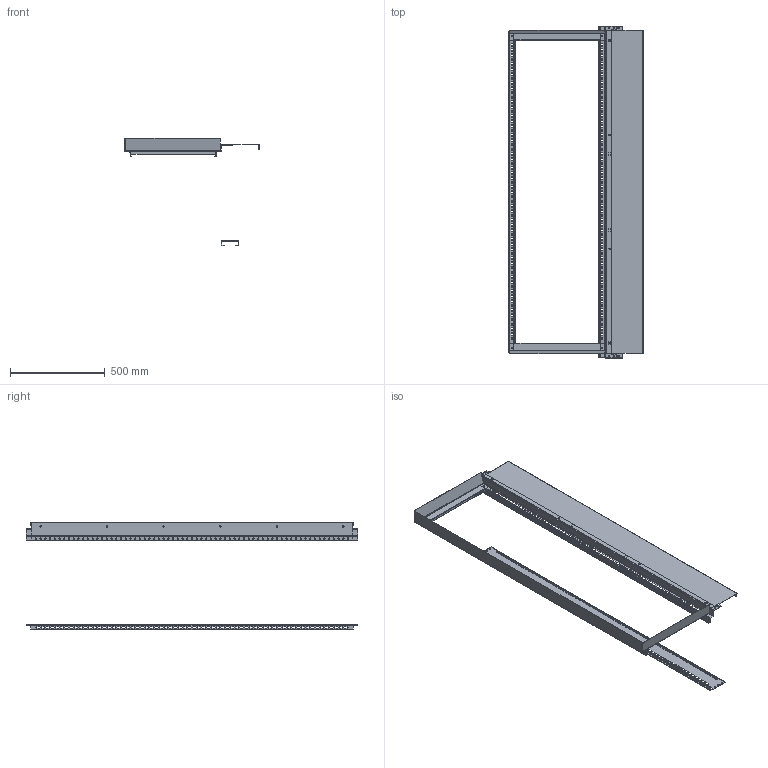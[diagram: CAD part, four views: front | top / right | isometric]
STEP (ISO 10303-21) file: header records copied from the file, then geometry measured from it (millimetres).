
FILE_DESCRIPTION((''),'2;1');
FILE_NAME('BTM18080_E200.stp','2016-11-04T15:11:05',('User'),( 'SDRC'),'I-DEAS Master Series 9','UNIX','Yes');
FILE_SCHEMA(('CONFIG_CONTROL_DESIGN', 'GEOMETRIC_VALIDATION_PROPERTIES_MIM','SHAPE_APPEARANCE_LAYER_MIM'));
Length unit declared in the file: millimetre
Assembly tree (6 placements, depth 0):
Bounding box: 710 x 1754 x 568.5 mm (x, y, z)
Volume: 1618273.5 mm3; surface area: 2371599.4 mm2
Topology: 6 solids, 6 shells, 2217 faces, 6605 edges, 4400 vertices
Faces by surface type: bspline 2217
Entity records: 78492 total; most frequent: CARTESIAN_POINT 36273, ORIENTED_EDGE 13070, EDGE_CURVE 6535, QUASI_UNIFORM_CURVE 5461, VERTEX_POINT 4354, EDGE_LOOP 3973, FACE_OUTER_BOUND 2191, ADVANCED_FACE 2191
